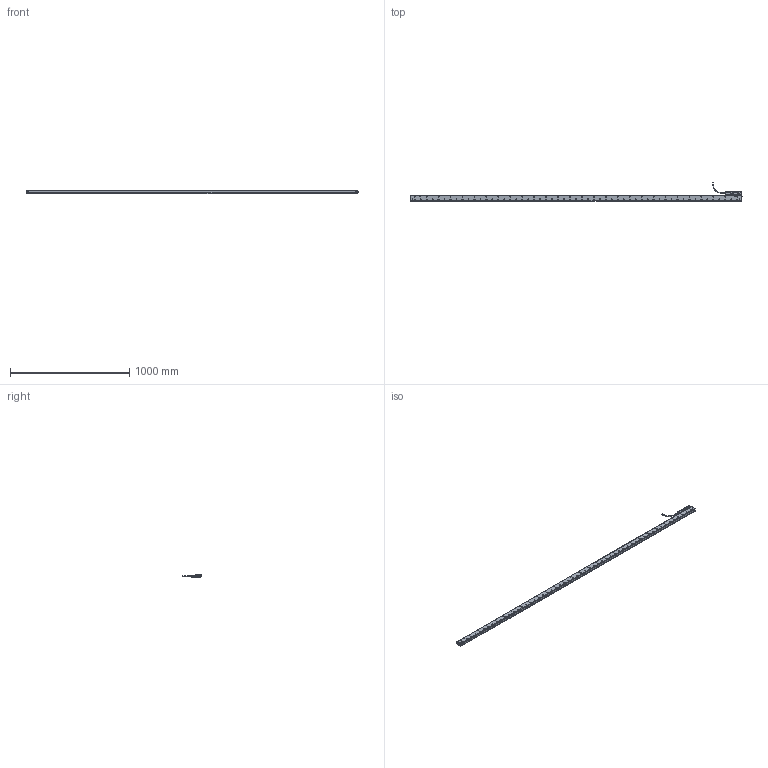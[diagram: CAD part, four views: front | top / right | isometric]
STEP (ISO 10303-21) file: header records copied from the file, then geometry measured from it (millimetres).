
FILE_DESCRIPTION(('CATIA V5 STEP'),'2;1');
FILE_NAME('SR67A-264-R.stp','2013-12-02T08:26:16+00:00',('none'),('none'),'CATIA Version 5 Release 19 SP 6 (IN-10)','CATIA V5 STEP AP214','none');
FILE_SCHEMA(('AUTOMOTIVE_DESIGN { 1 0 10303 214 1 1 1 1 }'));
Products named in the file (1): SR67A-264-R
Bounding box: 2779.5 x 153.8 x 31.5 mm (x, y, z)
Volume: 3615371.3 mm3; surface area: 574853.7 mm2
Topology: 1 solids, 265 shells, 6823 faces, 18267 edges, 12126 vertices
Faces by surface type: plane 2983, cylinder 2756, cone 720, torus 277, sphere 43, bspline 33, extrusion 11
Entity records: 205774 total; most frequent: CARTESIAN_POINT 44715, ORIENTED_EDGE 36222, DIRECTION 27028, EDGE_CURVE 18111, AXIS2_PLACEMENT_3D 12842, VERTEX_POINT 12122, VECTOR 9191, LINE 9180
